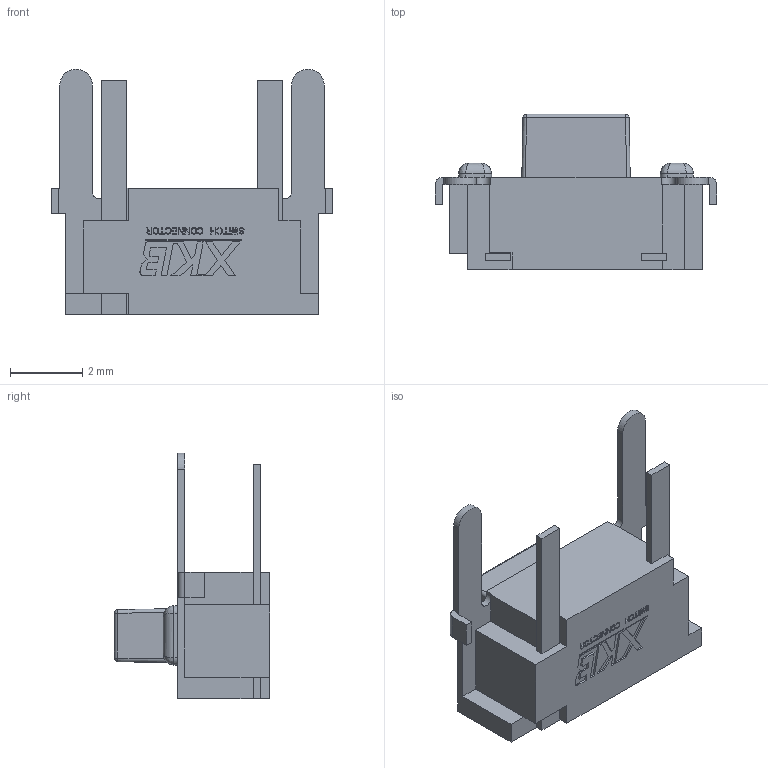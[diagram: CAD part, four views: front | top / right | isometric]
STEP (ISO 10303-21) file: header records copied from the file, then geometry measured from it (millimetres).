
FILE_DESCRIPTION(('STEP AP242'),'1');
FILE_NAME('ts-1188a-b-b.stp','2023-01-09T03:52:24',('TraceParts'),('TraceParts S.A.'),'Spatial InterOp 3D',' ',' ');
FILE_SCHEMA(('AP242_MANAGED_MODEL_BASED_3D_ENGINEERING_MIM_LF {1 0 10303 442 1 1 4}'));
Length unit declared in the file: millimetre
Products named in the file (1): ts-1188a-b-b
Bounding box: 7.8 x 4.3 x 6.8 mm (x, y, z)
Volume: 63.4 mm3; surface area: 151.7 mm2
Topology: 1 solids, 1 shells, 550 faces, 1530 edges, 1007 vertices
Faces by surface type: plane 502, cylinder 36, bspline 8, sphere 4
Entity records: 17667 total; most frequent: CARTESIAN_POINT 3600, ORIENTED_EDGE 3060, DIRECTION 2634, EDGE_CURVE 1530, LINE 1456, VECTOR 1456, VERTEX_POINT 1007, AXIS2_PLACEMENT_3D 589
